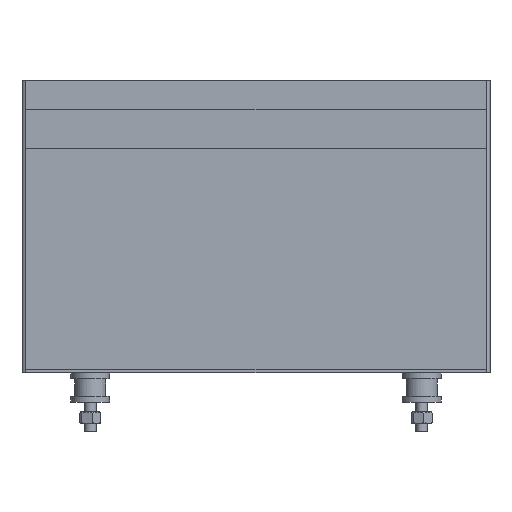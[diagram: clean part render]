
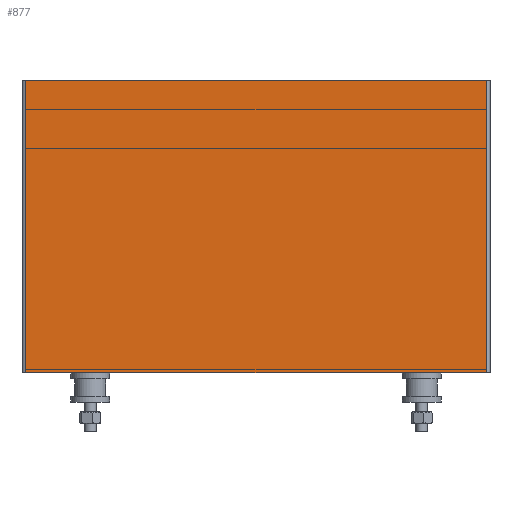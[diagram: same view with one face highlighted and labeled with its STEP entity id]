
A CAD part, front view. The second image highlights one B-rep face of the part: STEP entity #877.
In plain terms, the highlighted planar face has unit normal (0, -1, 0).
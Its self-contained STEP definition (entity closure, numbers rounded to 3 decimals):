
#318 = VECTOR ( 'NONE', #3602, 1000. ) ;
#528 = VECTOR ( 'NONE', #3097, 1000. ) ;
#534 = VERTEX_POINT ( 'NONE', #1503 ) ;
#636 = ORIENTED_EDGE ( 'NONE', *, *, #1085, .T. ) ;
#877 = ADVANCED_FACE ( 'NONE', ( #2092 ), #3414, .F. ) ;
#957 = VECTOR ( 'NONE', #4693, 1000. ) ;
#1085 = EDGE_CURVE ( 'NONE', #4448, #2117, #1467, .T. ) ;
#1376 = ORIENTED_EDGE ( 'NONE', *, *, #2348, .T. ) ;
#1467 = LINE ( 'NONE', #4087, #3077 ) ;
#1503 = CARTESIAN_POINT ( 'NONE',  ( 238., 0., 150. ) ) ;
#1522 = CARTESIAN_POINT ( 'NONE',  ( 238., 0., 150. ) ) ;
#1901 = LINE ( 'NONE', #2658, #318 ) ;
#1976 = EDGE_LOOP ( 'NONE', ( #636, #1376, #3003, #3559 ) ) ;
#2092 = FACE_OUTER_BOUND ( 'NONE', #1976, .T. ) ;
#2117 = VERTEX_POINT ( 'NONE', #2393 ) ;
#2348 = EDGE_CURVE ( 'NONE', #2117, #534, #3187, .T. ) ;
#2393 = CARTESIAN_POINT ( 'NONE',  ( 238., 0., 0. ) ) ;
#2403 = CARTESIAN_POINT ( 'NONE',  ( 0., 0., 150. ) ) ;
#2658 = CARTESIAN_POINT ( 'NONE',  ( 0., 0., 150. ) ) ;
#2980 = DIRECTION ( 'NONE',  ( 0., 0., 1. ) ) ;
#3003 = ORIENTED_EDGE ( 'NONE', *, *, #4179, .F. ) ;
#3077 = VECTOR ( 'NONE', #4475, 1000. ) ;
#3097 = DIRECTION ( 'NONE',  ( 0., 0., -1. ) ) ;
#3187 = LINE ( 'NONE', #1522, #957 ) ;
#3298 = AXIS2_PLACEMENT_3D ( 'NONE', #2403, #4455, #2980 ) ;
#3414 = PLANE ( 'NONE',  #3298 ) ;
#3559 = ORIENTED_EDGE ( 'NONE', *, *, #4290, .T. ) ;
#3602 = DIRECTION ( 'NONE',  ( 1., 0., 0. ) ) ;
#3709 = VERTEX_POINT ( 'NONE', #4631 ) ;
#3984 = CARTESIAN_POINT ( 'NONE',  ( 2., 0., 0. ) ) ;
#4087 = CARTESIAN_POINT ( 'NONE',  ( 0., 0., 0. ) ) ;
#4179 = EDGE_CURVE ( 'NONE', #3709, #534, #1901, .T. ) ;
#4290 = EDGE_CURVE ( 'NONE', #3709, #4448, #4434, .T. ) ;
#4434 = LINE ( 'NONE', #4594, #528 ) ;
#4448 = VERTEX_POINT ( 'NONE', #3984 ) ;
#4455 = DIRECTION ( 'NONE',  ( 0., 1., 0. ) ) ;
#4475 = DIRECTION ( 'NONE',  ( 1., 0., 0. ) ) ;
#4594 = CARTESIAN_POINT ( 'NONE',  ( 2., 0., 150. ) ) ;
#4631 = CARTESIAN_POINT ( 'NONE',  ( 2., 0., 150. ) ) ;
#4693 = DIRECTION ( 'NONE',  ( 0., 0., 1. ) ) ;
